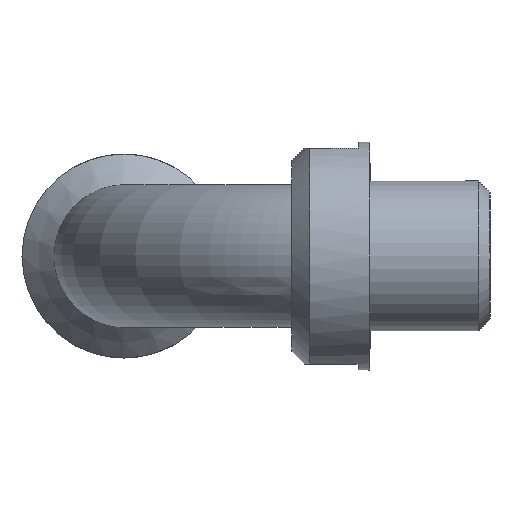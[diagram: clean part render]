
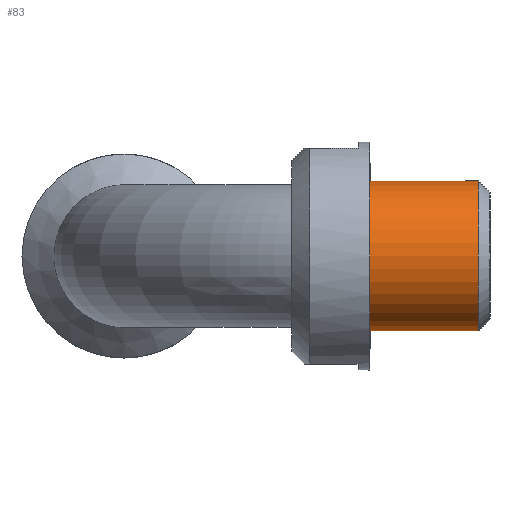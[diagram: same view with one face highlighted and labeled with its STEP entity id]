
A CAD part, left-side view. The second image highlights one B-rep face of the part: STEP entity #83.
In plain terms, the highlighted cylindrical face has radius 6.25 mm (diameter 12.5 mm), a full revolution.
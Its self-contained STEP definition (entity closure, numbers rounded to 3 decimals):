
#83 = ADVANCED_FACE( '', ( #140, #141 ), #142, .T. );
#140 = FACE_OUTER_BOUND( '', #247, .T. );
#141 = FACE_OUTER_BOUND( '', #248, .T. );
#142 = CYLINDRICAL_SURFACE( '', #249, 6.25 );
#247 = EDGE_LOOP( '', ( #404 ) );
#248 = EDGE_LOOP( '', ( #405 ) );
#249 = AXIS2_PLACEMENT_3D( '', #406, #407, #408 );
#404 = ORIENTED_EDGE( '', *, *, #662, .T. );
#405 = ORIENTED_EDGE( '', *, *, #663, .T. );
#406 = CARTESIAN_POINT( '', ( 1.85, 4.75, 0. ) );
#407 = DIRECTION( '', ( 0., -1., 0. ) );
#408 = DIRECTION( '', ( -1., 0., 0. ) );
#662 = EDGE_CURVE( '', #779, #779, #780, .F. );
#663 = EDGE_CURVE( '', #781, #781, #782, .T. );
#779 = VERTEX_POINT( '', #1109 );
#780 = CIRCLE( '', #1110, 6.25 );
#781 = VERTEX_POINT( '', #1111 );
#782 = CIRCLE( '', #1112, 6.25 );
#1109 = CARTESIAN_POINT( '', ( 1.85, 4.75, 6.25 ) );
#1110 = AXIS2_PLACEMENT_3D( '', #1338, #1339, #1340 );
#1111 = CARTESIAN_POINT( '', ( -4.4, -4.25, 0. ) );
#1112 = AXIS2_PLACEMENT_3D( '', #1341, #1342, #1343 );
#1338 = CARTESIAN_POINT( '', ( 1.85, 4.75, 0. ) );
#1339 = DIRECTION( '', ( 0., 1., 0. ) );
#1340 = DIRECTION( '', ( 0., 0., 1. ) );
#1341 = CARTESIAN_POINT( '', ( 1.85, -4.25, 0. ) );
#1342 = DIRECTION( '', ( 0., 1., 0. ) );
#1343 = DIRECTION( '', ( -1., 0., 0. ) );
